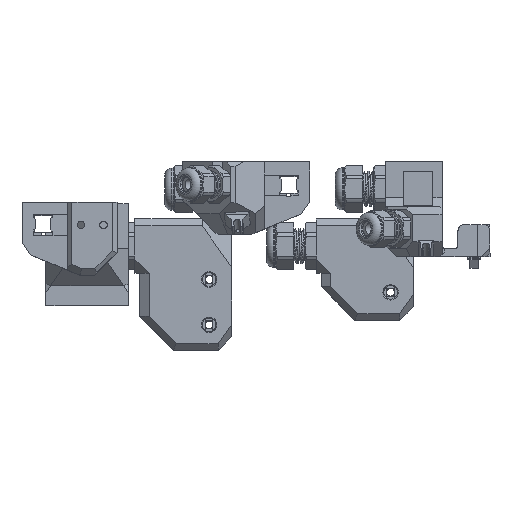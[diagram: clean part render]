
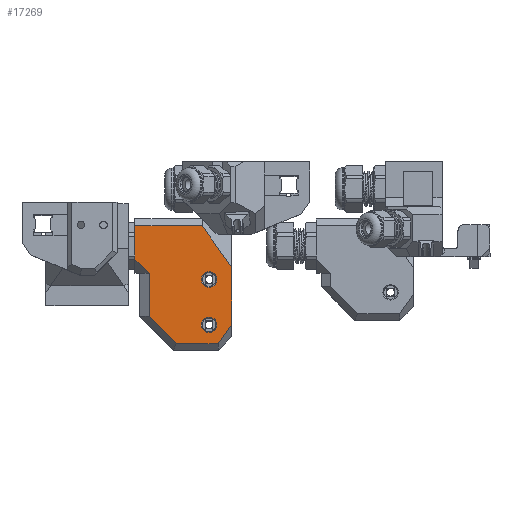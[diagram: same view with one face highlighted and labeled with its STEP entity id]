
A CAD part, top view. The second image highlights one B-rep face of the part: STEP entity #17269.
In plain terms, the highlighted planar face has unit normal (0, 0, 1).
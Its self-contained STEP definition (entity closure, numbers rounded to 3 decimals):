
#783=FACE_BOUND('',#2707,.T.);
#784=FACE_BOUND('',#2708,.T.);
#1192=CIRCLE('',#18337,3.4);
#1196=CIRCLE('',#18368,3.4);
#1736=FACE_OUTER_BOUND('',#2706,.T.);
#2706=EDGE_LOOP('',(#12347,#12348,#12349,#12350,#12351,#12352,#12353,#12354,
#12355));
#2707=EDGE_LOOP('',(#12356));
#2708=EDGE_LOOP('',(#12357));
#3954=LINE('',#25404,#5658);
#3960=LINE('',#25416,#5664);
#3966=LINE('',#25428,#5670);
#3973=LINE('',#25444,#5677);
#4012=LINE('',#25899,#5716);
#4019=LINE('',#26823,#5723);
#4022=LINE('',#26829,#5726);
#4023=LINE('',#26831,#5727);
#4024=LINE('',#26832,#5728);
#5658=VECTOR('',#20278,10.);
#5664=VECTOR('',#20290,10.);
#5670=VECTOR('',#20298,10.);
#5677=VECTOR('',#20311,10.);
#5716=VECTOR('',#20412,10.);
#5723=VECTOR('',#20443,10.);
#5726=VECTOR('',#20448,10.);
#5727=VECTOR('',#20449,10.);
#5728=VECTOR('',#20450,10.);
#7271=VERTEX_POINT('',#25397);
#7274=VERTEX_POINT('',#25402);
#7277=VERTEX_POINT('',#25415);
#7280=VERTEX_POINT('',#25422);
#7282=VERTEX_POINT('',#25426);
#7288=VERTEX_POINT('',#25443);
#7303=VERTEX_POINT('',#25480);
#7318=VERTEX_POINT('',#26822);
#7320=VERTEX_POINT('',#26828);
#7321=VERTEX_POINT('',#26830);
#7322=VERTEX_POINT('',#26833);
#9120=EDGE_CURVE('',#7274,#7271,#3954,.T.);
#9126=EDGE_CURVE('',#7277,#7271,#3960,.T.);
#9132=EDGE_CURVE('',#7282,#7280,#3966,.T.);
#9139=EDGE_CURVE('',#7280,#7288,#3973,.T.);
#9159=EDGE_CURVE('',#7303,#7303,#1192,.T.);
#9193=EDGE_CURVE('',#7282,#7277,#4012,.T.);
#9207=EDGE_CURVE('',#7318,#7288,#4019,.F.);
#9210=EDGE_CURVE('',#7274,#7320,#4022,.T.);
#9211=EDGE_CURVE('',#7321,#7320,#4023,.T.);
#9212=EDGE_CURVE('',#7318,#7321,#4024,.T.);
#9213=EDGE_CURVE('',#7322,#7322,#1196,.T.);
#12347=ORIENTED_EDGE('',*,*,#9210,.T.);
#12348=ORIENTED_EDGE('',*,*,#9211,.F.);
#12349=ORIENTED_EDGE('',*,*,#9212,.F.);
#12350=ORIENTED_EDGE('',*,*,#9207,.T.);
#12351=ORIENTED_EDGE('',*,*,#9139,.F.);
#12352=ORIENTED_EDGE('',*,*,#9132,.F.);
#12353=ORIENTED_EDGE('',*,*,#9193,.T.);
#12354=ORIENTED_EDGE('',*,*,#9126,.T.);
#12355=ORIENTED_EDGE('',*,*,#9120,.F.);
#12356=ORIENTED_EDGE('',*,*,#9159,.F.);
#12357=ORIENTED_EDGE('',*,*,#9213,.F.);
#16657=PLANE('',#18367);
#17269=ADVANCED_FACE('',(#1736,#783,#784),#16657,.F.);
#18337=AXIS2_PLACEMENT_3D('',#25482,#20347,#20348);
#18367=AXIS2_PLACEMENT_3D('',#26827,#20446,#20447);
#18368=AXIS2_PLACEMENT_3D('',#26834,#20451,#20452);
#20278=DIRECTION('',(0.,1.,0.));
#20290=DIRECTION('',(0.707,-0.707,0.));
#20298=DIRECTION('',(1.,0.,0.));
#20311=DIRECTION('',(0.577,-0.816,0.));
#20347=DIRECTION('center_axis',(0.,0.,
1.));
#20348=DIRECTION('ref_axis',(-1.,0.,0.));
#20412=DIRECTION('',(0.,-1.,0.));
#20443=DIRECTION('',(0.,-1.,0.));
#20446=DIRECTION('center_axis',(0.,0.,
-1.));
#20447=DIRECTION('ref_axis',(1.,0.,0.));
#20448=DIRECTION('',(0.707,-0.707,0.));
#20449=DIRECTION('',(-1.,0.,0.));
#20450=DIRECTION('',(-0.577,-0.816,0.));
#20451=DIRECTION('center_axis',(0.,0.,
1.));
#20452=DIRECTION('ref_axis',(-1.,0.,0.));
#25397=CARTESIAN_POINT('',(-32.186,247.24,-1.588));
#25402=CARTESIAN_POINT('',(-32.186,228.24,-1.588));
#25404=CARTESIAN_POINT('',(-32.186,228.24,-1.588));
#25415=CARTESIAN_POINT('',(-38.496,253.549,-1.588));
#25416=CARTESIAN_POINT('',(-31.127,246.18,-1.588));
#25422=CARTESIAN_POINT('',(-8.857,268.24,-1.588));
#25426=CARTESIAN_POINT('',(-38.496,268.24,-1.588));
#25428=CARTESIAN_POINT('',(-32.053,268.24,-1.588));
#25443=CARTESIAN_POINT('',(4.214,249.754,-1.588));
#25444=CARTESIAN_POINT('',(-3.54,260.721,-1.588));
#25480=CARTESIAN_POINT('',(-2.386,244.54,-1.588));
#25482=CARTESIAN_POINT('Origin',(-5.786,244.54,-1.588));
#25899=CARTESIAN_POINT('',(-38.496,248.997,-1.588));
#26822=CARTESIAN_POINT('',(4.214,224.792,-1.588));
#26823=CARTESIAN_POINT('',(4.214,235.99,-1.588));
#26827=CARTESIAN_POINT('Origin',(-31.572,232.24,-1.588));
#26828=CARTESIAN_POINT('',(-20.253,216.307,-1.588));
#26829=CARTESIAN_POINT('',(-31.127,227.18,-1.588));
#26830=CARTESIAN_POINT('',(-1.786,216.307,-1.588));
#26831=CARTESIAN_POINT('',(-31.572,216.307,-1.588));
#26832=CARTESIAN_POINT('',(-1.498,216.714,-1.588));
#26833=CARTESIAN_POINT('',(-2.386,224.54,-1.588));
#26834=CARTESIAN_POINT('Origin',(-5.786,224.54,-1.588));
